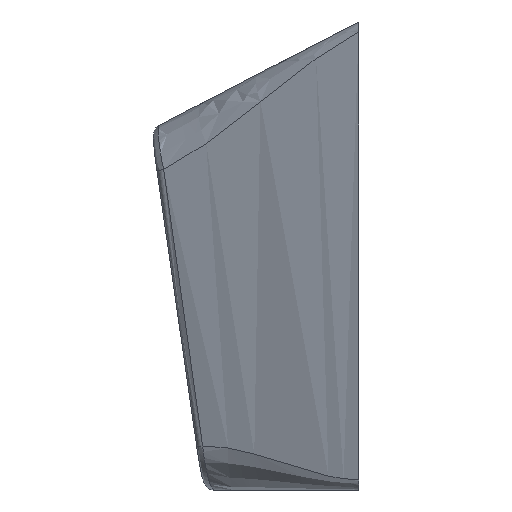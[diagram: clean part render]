
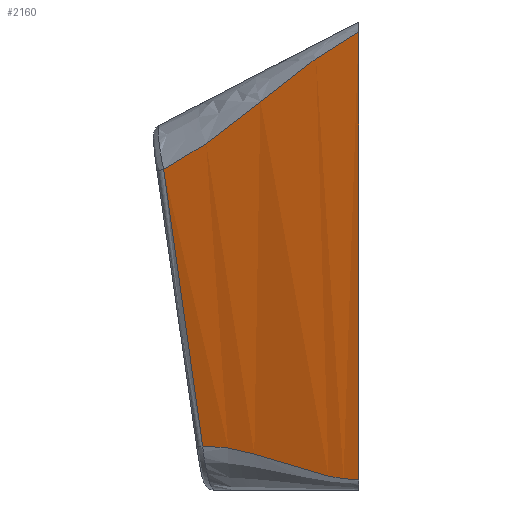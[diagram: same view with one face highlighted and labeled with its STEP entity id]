
A CAD part, left-side view. The second image highlights one B-rep face of the part: STEP entity #2160.
In plain terms, the highlighted free-form (B-spline) face has degree [3, 1] with [6, 2] control points.
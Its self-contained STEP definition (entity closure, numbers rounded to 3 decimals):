
#1943=VERTEX_POINT('',#1944);
#1944=CARTESIAN_POINT('',(0.0,0.0,-0.379));
#1956=EDGE_CURVE('',#1943,#1957,#1959,.F.);
#1957=VERTEX_POINT('',#1958);
#1958=CARTESIAN_POINT('',(0.0,0.0,-17.6));
#1959=LINE('',#1960,#1961);
#1960=CARTESIAN_POINT('',(0.0,0.0,0.0));
#1961=VECTOR('',#1962,1.0);
#1962=DIRECTION('',(0.0,0.0,1.0));
#2160=ADVANCED_FACE('',(#2161),#2268,.F.);
#2161=FACE_BOUND('',#2162,.T.);
#2162=EDGE_LOOP('',(#2163,#2205,#2220,#2267));
#2163=ORIENTED_EDGE('',*,*,#2164,.T.);
#2164=EDGE_CURVE('',#1943,#2165,#2167,.T.);
#2165=VERTEX_POINT('',#2166);
#2166=CARTESIAN_POINT('',(2.898,7.498,-5.677));
#2167=B_SPLINE_CURVE_WITH_KNOTS('',4,(#2168,#2169,#2170,#2171,#2172,#2173,#2174,#2175,#2176,#2177,#2178,#2179,#2180,#2181,#2182,#2183,#2184,#2185,#2186,#2187,#2188,#2189,#2190,#2191,#2192,#2193,#2194,#2195,#2196,#2197,#2198,#2199,#2200,#2201,#2202,#2203,#2204),.UNSPECIFIED.,.F.,.U.,(5,4,4,4,4,4,4,4,4,5),(0.0,0.125,0.25,0.375,0.5,0.625,0.75,0.875,0.938,0.981),.UNSPECIFIED.);
#2168=CARTESIAN_POINT('',(0.,0.,-0.379));
#2169=CARTESIAN_POINT('',(0.093,0.246,-0.511));
#2170=CARTESIAN_POINT('',(0.187,0.496,-0.655));
#2171=CARTESIAN_POINT('',(0.283,0.75,-0.811));
#2172=CARTESIAN_POINT('',(0.38,1.007,-0.979));
#2173=CARTESIAN_POINT('',(0.468,1.239,-1.131));
#2174=CARTESIAN_POINT('',(0.559,1.479,-1.295));
#2175=CARTESIAN_POINT('',(0.652,1.725,-1.471));
#2176=CARTESIAN_POINT('',(0.749,1.978,-1.657));
#2177=CARTESIAN_POINT('',(0.831,2.194,-1.817));
#2178=CARTESIAN_POINT('',(0.919,2.424,-1.992));
#2179=CARTESIAN_POINT('',(1.012,2.668,-2.182));
#2180=CARTESIAN_POINT('',(1.112,2.926,-2.387));
#2181=CARTESIAN_POINT('',(1.178,3.099,-2.524));
#2182=CARTESIAN_POINT('',(1.261,3.314,-2.696));
#2183=CARTESIAN_POINT('',(1.36,3.569,-2.902));
#2184=CARTESIAN_POINT('',(1.474,3.863,-3.139));
#2185=CARTESIAN_POINT('',(1.606,4.202,-3.412));
#2186=CARTESIAN_POINT('',(1.711,4.471,-3.627));
#2187=CARTESIAN_POINT('',(1.789,4.671,-3.784));
#2188=CARTESIAN_POINT('',(1.841,4.803,-3.887));
#2189=CARTESIAN_POINT('',(1.946,5.069,-4.094));
#2190=CARTESIAN_POINT('',(2.043,5.317,-4.282));
#2191=CARTESIAN_POINT('',(2.133,5.546,-4.451));
#2192=CARTESIAN_POINT('',(2.216,5.757,-4.6));
#2193=CARTESIAN_POINT('',(2.319,6.019,-4.786));
#2194=CARTESIAN_POINT('',(2.418,6.269,-4.956));
#2195=CARTESIAN_POINT('',(2.512,6.509,-5.111));
#2196=CARTESIAN_POINT('',(2.602,6.739,-5.251));
#2197=CARTESIAN_POINT('',(2.651,6.865,-5.327));
#2198=CARTESIAN_POINT('',(2.701,6.992,-5.401));
#2199=CARTESIAN_POINT('',(2.75,7.118,-5.473));
#2200=CARTESIAN_POINT('',(2.8,7.245,-5.542));
#2201=CARTESIAN_POINT('',(2.8,7.247,-5.543));
#2202=CARTESIAN_POINT('',(2.817,7.289,-5.565));
#2203=CARTESIAN_POINT('',(2.85,7.373,-5.61));
#2204=CARTESIAN_POINT('',(2.898,7.498,-5.677));
#2205=ORIENTED_EDGE('',*,*,#2206,.T.);
#2206=EDGE_CURVE('',#2165,#2207,#2209,.T.);
#2207=VERTEX_POINT('',#2208);
#2208=CARTESIAN_POINT('',(2.884,6.001,-16.306));
#2209=B_SPLINE_CURVE_WITH_KNOTS('',3,(#2210,#2211,#2212,#2213,#2214,#2215,#2216,#2217,#2218,#2219),.UNSPECIFIED.,.F.,.U.,(4,2,2,2,4),(-4.768,0.,5.966,10.734,15.502),.UNSPECIFIED.);
#2210=CARTESIAN_POINT('',(2.904,8.166,-0.957));
#2211=CARTESIAN_POINT('',(2.902,7.943,-2.53));
#2212=CARTESIAN_POINT('',(2.9,7.72,-4.104));
#2213=CARTESIAN_POINT('',(2.896,7.219,-7.646));
#2214=CARTESIAN_POINT('',(2.893,6.941,-9.615));
#2215=CARTESIAN_POINT('',(2.888,6.442,-13.158));
#2216=CARTESIAN_POINT('',(2.886,6.221,-14.732));
#2217=CARTESIAN_POINT('',(2.882,5.78,-17.88));
#2218=CARTESIAN_POINT('',(2.88,5.561,-19.454));
#2219=CARTESIAN_POINT('',(2.878,5.342,-21.028));
#2220=ORIENTED_EDGE('',*,*,#2221,.T.);
#2221=EDGE_CURVE('',#2207,#1957,#2222,.T.);
#2222=B_SPLINE_CURVE_WITH_KNOTS('',4,(#2223,#2224,#2225,#2226,#2227,#2228,#2229,#2230,#2231,#2232,#2233,#2234,#2235,#2236,#2237,#2238,#2239,#2240,#2241,#2242,#2243,#2244,#2245,#2246,#2247,#2248,#2249,#2250,#2251,#2252,#2253,#2254,#2255,#2256,#2257,#2258,#2259,#2260,#2261,#2262,#2263,#2264,#2265,#2266),.UNSPECIFIED.,.F.,.U.,(5,4,4,4,4,4,4,3,4,4,4,5),(0.039,0.063,0.125,0.25,0.375,0.438,0.5,0.507,0.625,0.75,0.875,1.0),.UNSPECIFIED.);
#2223=CARTESIAN_POINT('',(2.884,6.001,-16.306));
#2224=CARTESIAN_POINT('',(2.866,5.963,-16.306));
#2225=CARTESIAN_POINT('',(2.848,5.925,-16.306));
#2226=CARTESIAN_POINT('',(2.831,5.888,-16.306));
#2227=CARTESIAN_POINT('',(2.813,5.852,-16.307));
#2228=CARTESIAN_POINT('',(2.769,5.757,-16.308));
#2229=CARTESIAN_POINT('',(2.723,5.66,-16.313));
#2230=CARTESIAN_POINT('',(2.676,5.562,-16.319));
#2231=CARTESIAN_POINT('',(2.628,5.461,-16.329));
#2232=CARTESIAN_POINT('',(2.544,5.282,-16.346));
#2233=CARTESIAN_POINT('',(2.455,5.092,-16.372));
#2234=CARTESIAN_POINT('',(2.36,4.891,-16.407));
#2235=CARTESIAN_POINT('',(2.261,4.679,-16.452));
#2236=CARTESIAN_POINT('',(2.184,4.514,-16.488));
#2237=CARTESIAN_POINT('',(2.097,4.329,-16.532));
#2238=CARTESIAN_POINT('',(2.,4.123,-16.587));
#2239=CARTESIAN_POINT('',(1.894,3.898,-16.653));
#2240=CARTESIAN_POINT('',(1.858,3.821,-16.675));
#2241=CARTESIAN_POINT('',(1.815,3.731,-16.702));
#2242=CARTESIAN_POINT('',(1.765,3.626,-16.735));
#2243=CARTESIAN_POINT('',(1.709,3.508,-16.772));
#2244=CARTESIAN_POINT('',(1.625,3.33,-16.828));
#2245=CARTESIAN_POINT('',(1.566,3.207,-16.868));
#2246=CARTESIAN_POINT('',(1.532,3.136,-16.891));
#2247=CARTESIAN_POINT('',(1.524,3.118,-16.897));
#2248=CARTESIAN_POINT('',(1.518,3.105,-16.901));
#2249=CARTESIAN_POINT('',(1.512,3.093,-16.905));
#2250=CARTESIAN_POINT('',(1.506,3.081,-16.909));
#2251=CARTESIAN_POINT('',(1.397,2.853,-16.984));
#2252=CARTESIAN_POINT('',(1.304,2.66,-17.047));
#2253=CARTESIAN_POINT('',(1.222,2.488,-17.103));
#2254=CARTESIAN_POINT('',(1.149,2.338,-17.15));
#2255=CARTESIAN_POINT('',(1.047,2.128,-17.217));
#2256=CARTESIAN_POINT('',(0.95,1.928,-17.277));
#2257=CARTESIAN_POINT('',(0.858,1.738,-17.33));
#2258=CARTESIAN_POINT('',(0.77,1.559,-17.376));
#2259=CARTESIAN_POINT('',(0.67,1.354,-17.429));
#2260=CARTESIAN_POINT('',(0.572,1.156,-17.474));
#2261=CARTESIAN_POINT('',(0.478,0.964,-17.511));
#2262=CARTESIAN_POINT('',(0.386,0.779,-17.539));
#2263=CARTESIAN_POINT('',(0.288,0.581,-17.569));
#2264=CARTESIAN_POINT('',(0.191,0.386,-17.589));
#2265=CARTESIAN_POINT('',(0.095,0.192,-17.6));
#2266=CARTESIAN_POINT('',(0.,0.,-17.6));
#2267=ORIENTED_EDGE('',*,*,#1956,.F.);
#2268=B_SPLINE_SURFACE_WITH_KNOTS('',3,1,((#2269,#2270),(#2271,#2272),(#2273,#2274),(#2275,#2276),(#2277,#2278),(#2279,#2280)),.UNSPECIFIED.,.F.,.F.,.U.,(4,2,4),(2,2),(0.0,0.5,1.0),(0.0,1.0),.UNSPECIFIED.);
#2269=CARTESIAN_POINT('',(3.0,8.0,-4.144));
#2270=CARTESIAN_POINT('',(3.0,6.0,-18.0));
#2271=CARTESIAN_POINT('',(2.5,6.667,-3.453));
#2272=CARTESIAN_POINT('',(2.5,5.0,-18.0));
#2273=CARTESIAN_POINT('',(2.0,5.333,-2.762));
#2274=CARTESIAN_POINT('',(2.0,4.0,-18.0));
#2275=CARTESIAN_POINT('',(1.0,2.667,-1.381));
#2276=CARTESIAN_POINT('',(1.0,2.0,-18.0));
#2277=CARTESIAN_POINT('',(0.5,1.333,-0.691));
#2278=CARTESIAN_POINT('',(0.5,1.0,-18.0));
#2279=CARTESIAN_POINT('',(0.,0.,0.));
#2280=CARTESIAN_POINT('',(0.0,0.0,-18.0));
